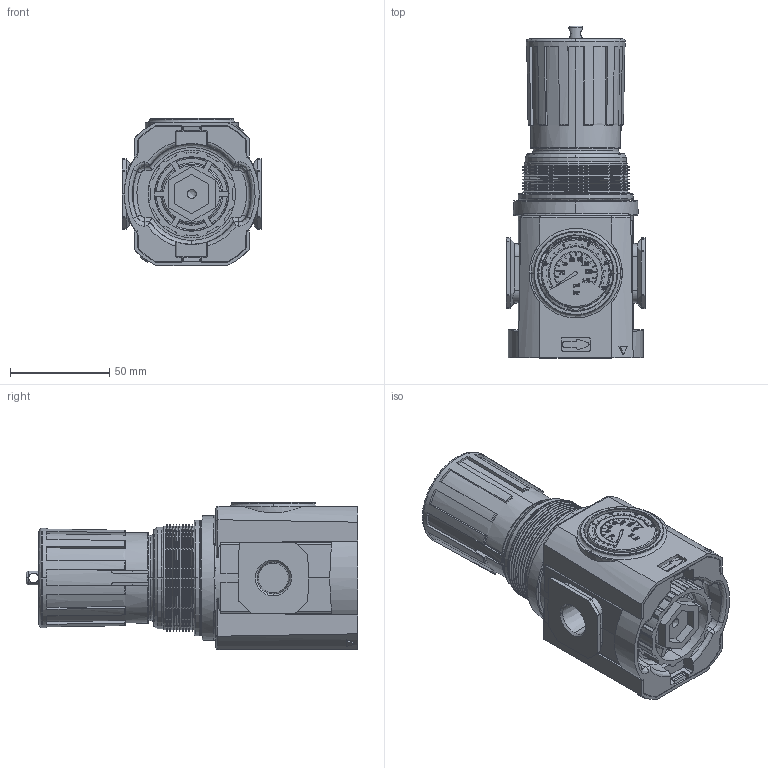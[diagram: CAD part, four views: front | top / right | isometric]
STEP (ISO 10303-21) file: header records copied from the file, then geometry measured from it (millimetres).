
FILE_DESCRIPTION (( 'STEP AP203' ), '1' );
FILE_NAME ('R84G-3AK-RMG.step', '2021-09-07T17:33:01', ( '' ), ( '' ), 'SwSTEP 2.0', 'SolidWorks 2021', '' );
FILE_SCHEMA (( 'CONFIG_CONTROL_DESIGN' ));
Products named in the file (1): R84G-3AK-RMG
Bounding box: 70.25 x 167.05 x 74 mm (x, y, z)
Volume: 467246.5 mm3; surface area: 111846.5 mm2
Topology: 6 solids, 6 shells, 2246 faces, 6115 edges, 3996 vertices
Faces by surface type: cylinder 1065, plane 789, bspline 202, cone 190
Entity records: 79251 total; most frequent: CARTESIAN_POINT 22522, ORIENTED_EDGE 12230, DIRECTION 11937, EDGE_CURVE 6115, AXIS2_PLACEMENT_3D 4523, VERTEX_POINT 3996, VECTOR 2891, LINE 2891
